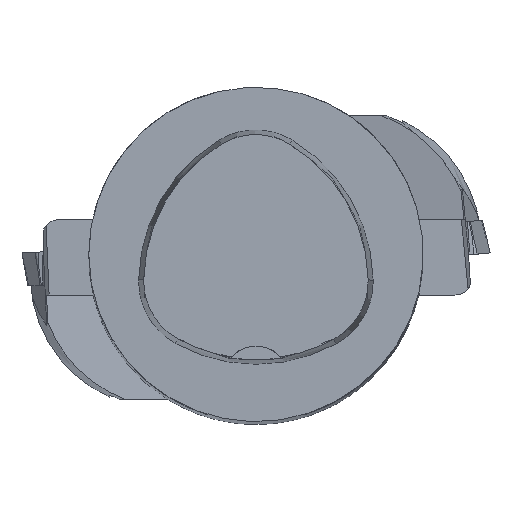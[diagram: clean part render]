
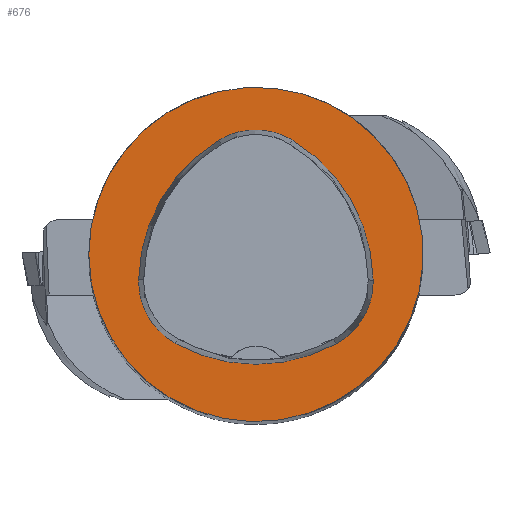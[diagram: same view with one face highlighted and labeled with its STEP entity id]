
A CAD part, top view. The second image highlights one B-rep face of the part: STEP entity #676.
In plain terms, the highlighted planar face has unit normal (0, 0, 1).
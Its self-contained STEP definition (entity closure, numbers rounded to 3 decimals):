
#308=FACE_BOUND('',#1185,.T.);
#309=FACE_BOUND('',#1186,.T.);
#519=CIRCLE('',#3928,20.);
#521=CIRCLE('',#3931,8.5);
#523=CIRCLE('',#3934,20.);
#525=CIRCLE('',#3937,8.5);
#529=CIRCLE('',#3942,20.);
#531=CIRCLE('',#3945,8.5);
#534=CIRCLE('',#3950,20.);
#676=ADVANCED_FACE('',(#308,#309),#822,.T.);
#822=PLANE('',#3951);
#1185=EDGE_LOOP('',(#1922,#1923,#1924,#1925,#1926,#1927));
#1186=EDGE_LOOP('',(#1928));
#1922=ORIENTED_EDGE('',*,*,#2865,.T.);
#1923=ORIENTED_EDGE('',*,*,#2845,.T.);
#1924=ORIENTED_EDGE('',*,*,#2849,.T.);
#1925=ORIENTED_EDGE('',*,*,#2852,.T.);
#1926=ORIENTED_EDGE('',*,*,#2855,.T.);
#1927=ORIENTED_EDGE('',*,*,#2863,.T.);
#1928=ORIENTED_EDGE('',*,*,#2868,.F.);
#2427=VERTEX_POINT('',#6257);
#2428=VERTEX_POINT('',#6258);
#2431=VERTEX_POINT('',#6266);
#2433=VERTEX_POINT('',#6272);
#2435=VERTEX_POINT('',#6278);
#2442=VERTEX_POINT('',#6299);
#2443=VERTEX_POINT('',#6309);
#2845=EDGE_CURVE('',#2427,#2428,#519,.T.);
#2849=EDGE_CURVE('',#2428,#2431,#521,.T.);
#2852=EDGE_CURVE('',#2431,#2433,#523,.T.);
#2855=EDGE_CURVE('',#2433,#2435,#525,.T.);
#2863=EDGE_CURVE('',#2435,#2442,#529,.T.);
#2865=EDGE_CURVE('',#2442,#2427,#531,.T.);
#2868=EDGE_CURVE('',#2443,#2443,#534,.T.);
#3928=AXIS2_PLACEMENT_3D('',#6256,#4621,#4622);
#3931=AXIS2_PLACEMENT_3D('',#6265,#4629,#4630);
#3934=AXIS2_PLACEMENT_3D('',#6271,#4636,#4637);
#3937=AXIS2_PLACEMENT_3D('',#6277,#4643,#4644);
#3942=AXIS2_PLACEMENT_3D('',#6300,#4655,#4656);
#3945=AXIS2_PLACEMENT_3D('',#6303,#4661,#4662);
#3950=AXIS2_PLACEMENT_3D('',#6308,#4671,#4672);
#3951=AXIS2_PLACEMENT_3D('',#6310,#4673,#4674);
#4621=DIRECTION('',(0.,0.,-1.));
#4622=DIRECTION('',(-1.,0.,0.));
#4629=DIRECTION('',(0.,0.,-1.));
#4630=DIRECTION('',(-1.,0.,0.));
#4636=DIRECTION('',(0.,0.,-1.));
#4637=DIRECTION('',(-1.,0.,0.));
#4643=DIRECTION('',(0.,0.,-1.));
#4644=DIRECTION('',(-1.,0.,0.));
#4655=DIRECTION('',(0.,0.,-1.));
#4656=DIRECTION('',(-1.,0.,0.));
#4661=DIRECTION('',(0.,0.,-1.));
#4662=DIRECTION('',(-1.,0.,0.));
#4671=DIRECTION('',(0.,0.,-1.));
#4672=DIRECTION('',(-1.,0.,0.));
#4673=DIRECTION('',(0.,0.,1.));
#4674=DIRECTION('',(-1.,0.,0.));
#6256=CARTESIAN_POINT('',(5.955,-3.414,0.));
#6257=CARTESIAN_POINT('',(-14.041,-3.042,0.));
#6258=CARTESIAN_POINT('',(-4.472,13.653,0.));
#6265=CARTESIAN_POINT('',(-0.04,6.4,0.));
#6266=CARTESIAN_POINT('',(4.347,13.68,0.));
#6271=CARTESIAN_POINT('',(-5.976,-3.45,0.));
#6272=CARTESIAN_POINT('',(14.021,-3.075,0.));
#6277=CARTESIAN_POINT('',(5.522,-3.235,0.));
#6278=CARTESIAN_POINT('',(9.588,-10.699,0.));
#6299=CARTESIAN_POINT('',(-9.655,-10.639,0.));
#6300=CARTESIAN_POINT('',(0.022,6.864,0.));
#6303=CARTESIAN_POINT('',(-5.543,-3.2,0.));
#6308=CARTESIAN_POINT('',(0.,0.,0.));
#6309=CARTESIAN_POINT('',(-20.,0.,0.));
#6310=CARTESIAN_POINT('',(0.,0.,0.));
